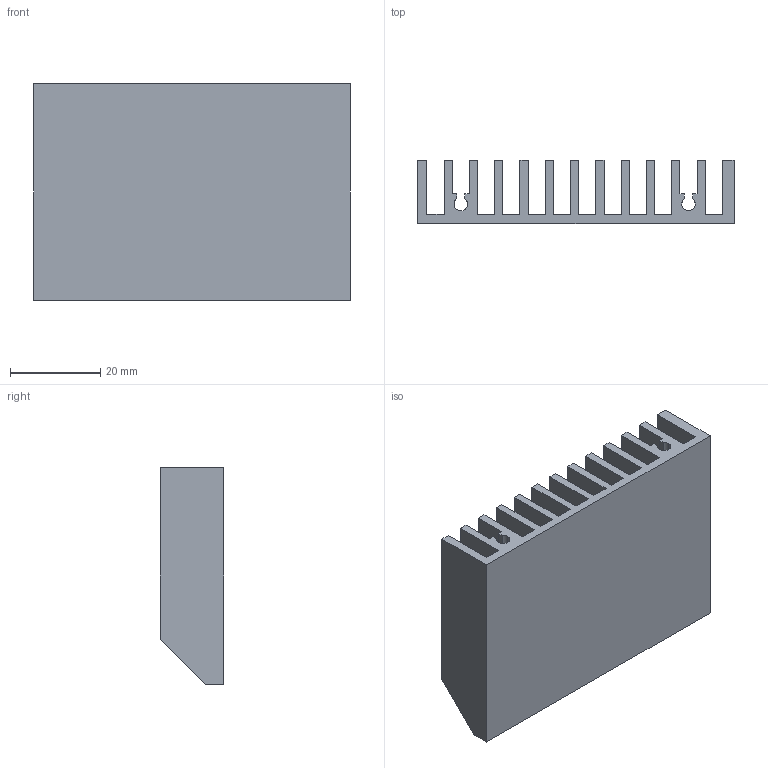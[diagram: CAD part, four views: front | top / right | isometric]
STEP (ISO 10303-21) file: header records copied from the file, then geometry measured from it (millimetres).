
FILE_DESCRIPTION (( 'STEP AP214' ), '1' );
FILE_NAME ('Heatsink.STEP', '2020-01-13T14:29:37', ( '' ), ( '' ), 'SwSTEP 2.0', 'SolidWorks 2017', '' );
FILE_SCHEMA (( 'AUTOMOTIVE_DESIGN' ));
Length unit declared in the file: millimetre
Products named in the file (1): Heatsink
Bounding box: 70 x 14 x 48 mm (x, y, z)
Volume: 19730.5 mm3; surface area: 21319.7 mm2
Topology: 1 solids, 1 shells, 83 faces, 243 edges, 162 vertices
Faces by surface type: plane 77, cylinder 6
Entity records: 2743 total; most frequent: CARTESIAN_POINT 489, ORIENTED_EDGE 486, DIRECTION 423, EDGE_CURVE 243, LINE 231, VECTOR 231, VERTEX_POINT 162, AXIS2_PLACEMENT_3D 96
